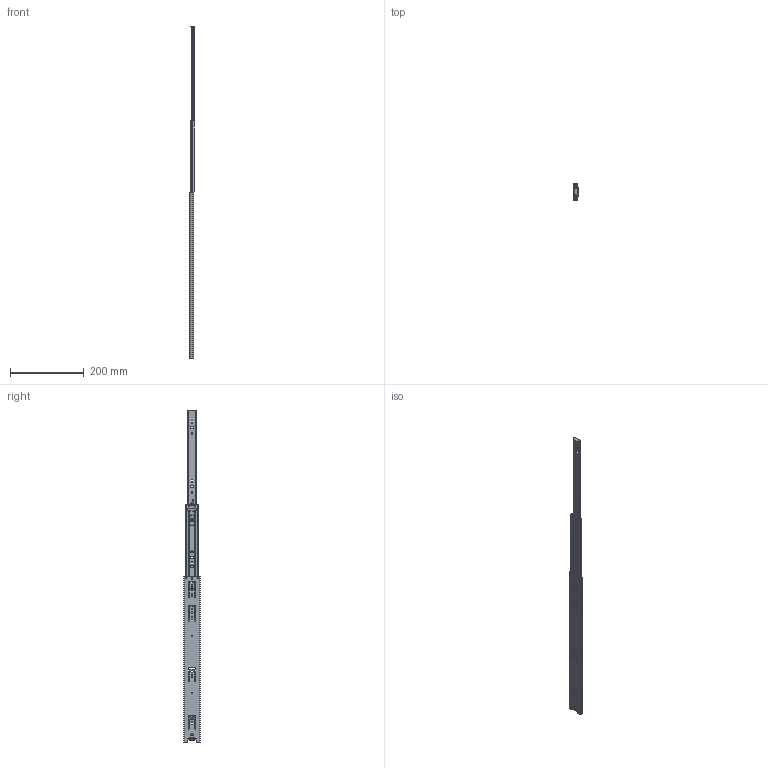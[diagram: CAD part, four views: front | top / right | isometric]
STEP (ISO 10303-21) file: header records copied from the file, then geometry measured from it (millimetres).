
FILE_DESCRIPTION (( 'STEP AP214' ), '1' );
FILE_NAME ('FR_5045.0450mm_18inch_open.STEP', '2022-10-31T07:13:57', ( '' ), ( '' ), 'SwSTEP 2.0', 'SolidWorks 2020', '' );
FILE_SCHEMA (( 'AUTOMOTIVE_DESIGN' ));
Length unit declared in the file: millimetre
Products named in the file (11): FR_5045.0450mm_18inch_open; 5045.XXX-02.C000A_NL  450; 5045 DETENT; 5045.XXX-01.C000A_NL  450; 5045.XXX-03.C000A_NL  450; 5045 TRIGGER; 5045 MIDDLE STOP; 5045 RIVET
Assembly tree (10 placements, depth 3):
  FR_5045.0450mm_18inch_open
    5045.XXX-01.C000A_NL  450
      5045.XXX-01.C000A_NL  450
      5045 DETENT
    5045.XXX-03.C000A_NL  450
      5045.XXX-03.C000A_NL  450
      5045 TRIGGER
      5045 RIVET
    5045.XXX-02.C000A_NL  450
      5045.XXX-02.C000A_NL  450
      5045 MIDDLE STOP
Bounding box: 12.7 x 44.98 x 900 mm (x, y, z)
Volume: 73006.7 mm3; surface area: 142137.9 mm2
Topology: 7 solids, 7 shells, 724 faces, 1857 edges, 1135 vertices
Faces by surface type: plane 378, cylinder 286, bspline 46, torus 8, cone 6
Entity records: 23177 total; most frequent: CARTESIAN_POINT 5042, DIRECTION 3765, ORIENTED_EDGE 3710, EDGE_CURVE 1855, AXIS2_PLACEMENT_3D 1330, VERTEX_POINT 1135, VECTOR 1105, LINE 1105
